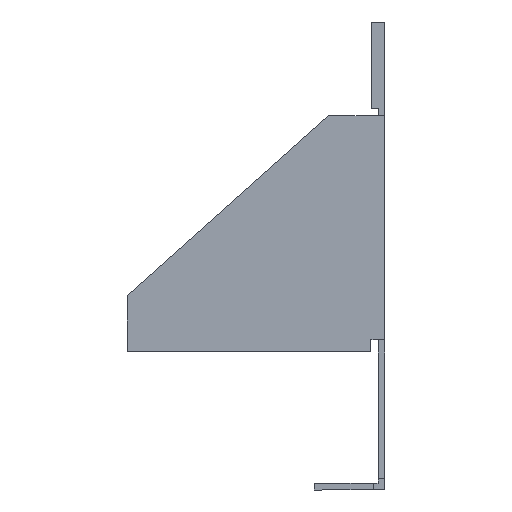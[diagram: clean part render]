
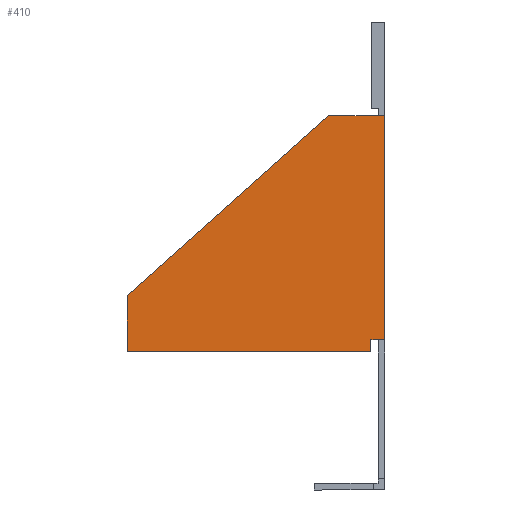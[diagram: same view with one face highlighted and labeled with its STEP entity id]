
A CAD part, left-side view. The second image highlights one B-rep face of the part: STEP entity #410.
In plain terms, the highlighted planar face has unit normal (-1, 0, 0).
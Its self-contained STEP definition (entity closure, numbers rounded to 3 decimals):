
#16 = VERTEX_POINT ( 'NONE', #2750 ) ;
#72 = VECTOR ( 'NONE', #2238, 1000. ) ;
#98 = FACE_OUTER_BOUND ( 'NONE', #920, .T. ) ;
#99 = EDGE_CURVE ( 'NONE', #1409, #803, #1212, .T. ) ;
#184 = VERTEX_POINT ( 'NONE', #623 ) ;
#232 = LINE ( 'NONE', #2035, #72 ) ;
#258 = LINE ( 'NONE', #1135, #1421 ) ;
#289 = CARTESIAN_POINT ( 'NONE',  ( -126.7, 55., -18.1 ) ) ;
#341 = CARTESIAN_POINT ( 'NONE',  ( -126.7, 0., 30. ) ) ;
#348 = VERTEX_POINT ( 'NONE', #289 ) ;
#410 = ADVANCED_FACE ( 'NONE', ( #98 ), #2090, .F. ) ;
#502 = DIRECTION ( 'NONE',  ( 0., -1., 0. ) ) ;
#523 = ORIENTED_EDGE ( 'NONE', *, *, #729, .T. ) ;
#530 = DIRECTION ( 'NONE',  ( 1., 0., 0. ) ) ;
#535 = CARTESIAN_POINT ( 'NONE',  ( -126.7, 12., 30. ) ) ;
#588 = DIRECTION ( 'NONE',  ( 0., -1., 0. ) ) ;
#599 = LINE ( 'NONE', #1488, #1602 ) ;
#618 = DIRECTION ( 'NONE',  ( 0., 0., -1. ) ) ;
#623 = CARTESIAN_POINT ( 'NONE',  ( -126.7, 0., -18. ) ) ;
#721 = ORIENTED_EDGE ( 'NONE', *, *, #1793, .F. ) ;
#729 = EDGE_CURVE ( 'NONE', #2537, #963, #1609, .T. ) ;
#731 = EDGE_CURVE ( 'NONE', #963, #348, #232, .T. ) ;
#803 = VERTEX_POINT ( 'NONE', #1024 ) ;
#837 = CARTESIAN_POINT ( 'NONE',  ( -126.7, 3., -18.1 ) ) ;
#845 = ORIENTED_EDGE ( 'NONE', *, *, #1268, .T. ) ;
#860 = VERTEX_POINT ( 'NONE', #837 ) ;
#864 = VECTOR ( 'NONE', #588, 1000. ) ;
#866 = EDGE_CURVE ( 'NONE', #348, #803, #2370, .T. ) ;
#872 = DIRECTION ( 'NONE',  ( 0., 1., 0. ) ) ;
#901 = ORIENTED_EDGE ( 'NONE', *, *, #2802, .T. ) ;
#920 = EDGE_LOOP ( 'NONE', ( #523, #1876, #2626, #1487, #721, #2029, #845, #1437, #1176, #1924, #901 ) ) ;
#963 = VERTEX_POINT ( 'NONE', #2236 ) ;
#966 = DIRECTION ( 'NONE',  ( 0., 1., 0. ) ) ;
#988 = VERTEX_POINT ( 'NONE', #2705 ) ;
#1024 = CARTESIAN_POINT ( 'NONE',  ( -126.7, 55., -20.5 ) ) ;
#1135 = CARTESIAN_POINT ( 'NONE',  ( -126.7, 3., 0. ) ) ;
#1176 = ORIENTED_EDGE ( 'NONE', *, *, #2690, .T. ) ;
#1212 = LINE ( 'NONE', #2108, #1737 ) ;
#1246 = DIRECTION ( 'NONE',  ( 0., 0., 1. ) ) ;
#1259 = CARTESIAN_POINT ( 'NONE',  ( -126.7, 0., 30. ) ) ;
#1260 = DIRECTION ( 'NONE',  ( 0., 0., 1. ) ) ;
#1268 = EDGE_CURVE ( 'NONE', #2264, #16, #1728, .T. ) ;
#1312 = AXIS2_PLACEMENT_3D ( 'NONE', #2340, #530, #966 ) ;
#1384 = CARTESIAN_POINT ( 'NONE',  ( -126.7, 20.248, 22.615 ) ) ;
#1409 = VERTEX_POINT ( 'NONE', #1821 ) ;
#1421 = VECTOR ( 'NONE', #2033, 1000. ) ;
#1437 = ORIENTED_EDGE ( 'NONE', *, *, #1623, .T. ) ;
#1447 = LINE ( 'NONE', #1622, #2034 ) ;
#1472 = VECTOR ( 'NONE', #1260, 1000. ) ;
#1475 = CARTESIAN_POINT ( 'NONE',  ( -126.7, 0., 30. ) ) ;
#1487 = ORIENTED_EDGE ( 'NONE', *, *, #99, .F. ) ;
#1488 = CARTESIAN_POINT ( 'NONE',  ( -126.7, 0., 0. ) ) ;
#1506 = VECTOR ( 'NONE', #1710, 1000. ) ;
#1600 = DIRECTION ( 'NONE',  ( 0., 0.745, -0.667 ) ) ;
#1602 = VECTOR ( 'NONE', #1246, 1000. ) ;
#1609 = LINE ( 'NONE', #1384, #2462 ) ;
#1622 = CARTESIAN_POINT ( 'NONE',  ( -126.7, 2.4, -18. ) ) ;
#1623 = EDGE_CURVE ( 'NONE', #16, #184, #1447, .T. ) ;
#1683 = CARTESIAN_POINT ( 'NONE',  ( -126.7, 55., -18.1 ) ) ;
#1692 = CARTESIAN_POINT ( 'NONE',  ( -126.7, 3., -18.1 ) ) ;
#1710 = DIRECTION ( 'NONE',  ( 0., 1., 0. ) ) ;
#1728 = LINE ( 'NONE', #1960, #1790 ) ;
#1737 = VECTOR ( 'NONE', #872, 1000. ) ;
#1790 = VECTOR ( 'NONE', #2114, 1000. ) ;
#1793 = EDGE_CURVE ( 'NONE', #860, #1409, #258, .T. ) ;
#1821 = CARTESIAN_POINT ( 'NONE',  ( -126.7, 3., -20.5 ) ) ;
#1876 = ORIENTED_EDGE ( 'NONE', *, *, #731, .T. ) ;
#1899 = LINE ( 'NONE', #1692, #1472 ) ;
#1924 = ORIENTED_EDGE ( 'NONE', *, *, #1972, .F. ) ;
#1944 = LINE ( 'NONE', #1259, #1506 ) ;
#1960 = CARTESIAN_POINT ( 'NONE',  ( -126.7, 0., -18. ) ) ;
#1972 = EDGE_CURVE ( 'NONE', #988, #2785, #2835, .T. ) ;
#2029 = ORIENTED_EDGE ( 'NONE', *, *, #2435, .T. ) ;
#2033 = DIRECTION ( 'NONE',  ( 0., 0., -1. ) ) ;
#2034 = VECTOR ( 'NONE', #502, 1000. ) ;
#2035 = CARTESIAN_POINT ( 'NONE',  ( -126.7, 55., 0. ) ) ;
#2090 = PLANE ( 'NONE',  #1312 ) ;
#2108 = CARTESIAN_POINT ( 'NONE',  ( -126.7, 0., -20.5 ) ) ;
#2114 = DIRECTION ( 'NONE',  ( 0., -1., 0. ) ) ;
#2236 = CARTESIAN_POINT ( 'NONE',  ( -126.7, 55., -8.5 ) ) ;
#2238 = DIRECTION ( 'NONE',  ( 0., 0., -1. ) ) ;
#2264 = VERTEX_POINT ( 'NONE', #2738 ) ;
#2340 = CARTESIAN_POINT ( 'NONE',  ( -126.7, 0., 0. ) ) ;
#2370 = LINE ( 'NONE', #1683, #2403 ) ;
#2403 = VECTOR ( 'NONE', #618, 1000. ) ;
#2435 = EDGE_CURVE ( 'NONE', #860, #2264, #1899, .T. ) ;
#2462 = VECTOR ( 'NONE', #1600, 1000. ) ;
#2537 = VERTEX_POINT ( 'NONE', #535 ) ;
#2626 = ORIENTED_EDGE ( 'NONE', *, *, #866, .T. ) ;
#2690 = EDGE_CURVE ( 'NONE', #184, #2785, #599, .T. ) ;
#2705 = CARTESIAN_POINT ( 'NONE',  ( -126.7, 2.4, 30. ) ) ;
#2738 = CARTESIAN_POINT ( 'NONE',  ( -126.7, 3., -18. ) ) ;
#2750 = CARTESIAN_POINT ( 'NONE',  ( -126.7, 2.4, -18. ) ) ;
#2785 = VERTEX_POINT ( 'NONE', #1475 ) ;
#2802 = EDGE_CURVE ( 'NONE', #988, #2537, #1944, .T. ) ;
#2835 = LINE ( 'NONE', #341, #864 ) ;
